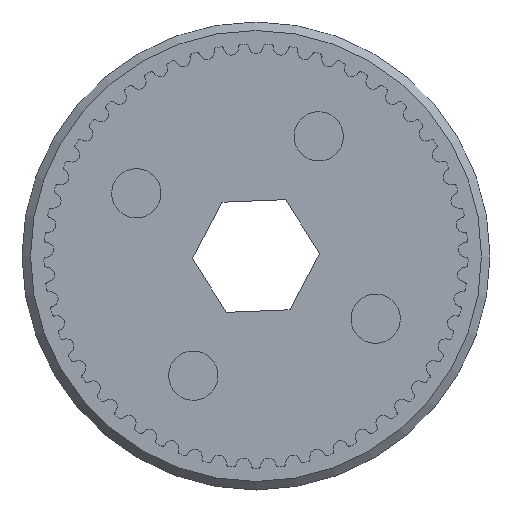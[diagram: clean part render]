
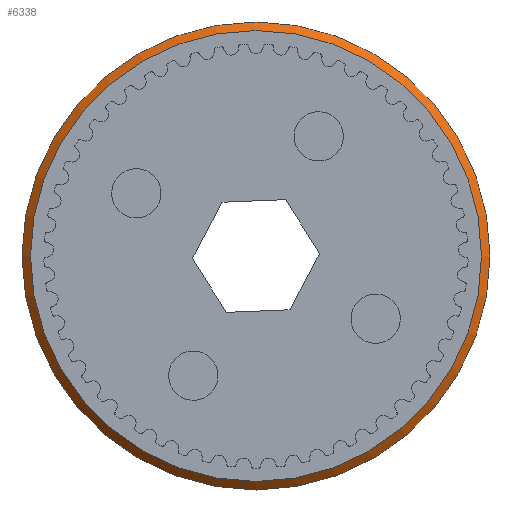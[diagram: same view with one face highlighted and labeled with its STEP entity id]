
A CAD part, left-side view. The second image highlights one B-rep face of the part: STEP entity #6338.
In plain terms, the highlighted conical face has half-angle 45 degrees and reference radius 27.5 mm.
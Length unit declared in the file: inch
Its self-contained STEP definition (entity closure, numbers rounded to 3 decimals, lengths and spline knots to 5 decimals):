
#15=CONICAL_SURFACE('',#7345,1.08268,0.785);
#372=FACE_OUTER_BOUND('',#716,.T.);
#716=EDGE_LOOP('',(#5674,#5675,#5676,#5677,#5678));
#1058=LINE('',#11647,#1400);
#1400=VECTOR('',#9659,1.08268);
#2046=CIRCLE('',#7341,1.04331);
#2047=CIRCLE('',#7343,1.08268);
#2048=CIRCLE('',#7344,1.08268);
#2706=VERTEX_POINT('',#11638);
#2707=VERTEX_POINT('',#11641);
#2708=VERTEX_POINT('',#11642);
#3694=EDGE_CURVE('',#2706,#2706,#2046,.F.);
#3695=EDGE_CURVE('',#2707,#2708,#2047,.T.);
#3696=EDGE_CURVE('',#2708,#2707,#2048,.T.);
#3698=EDGE_CURVE('',#2708,#2706,#1058,.T.);
#5674=ORIENTED_EDGE('',*,*,#3695,.F.);
#5675=ORIENTED_EDGE('',*,*,#3696,.F.);
#5676=ORIENTED_EDGE('',*,*,#3698,.T.);
#5677=ORIENTED_EDGE('',*,*,#3694,.F.);
#5678=ORIENTED_EDGE('',*,*,#3698,.F.);
#6338=ADVANCED_FACE('',(#372),#15,.T.);
#7341=AXIS2_PLACEMENT_3D('',#11639,#9648,#9649);
#7343=AXIS2_PLACEMENT_3D('',#11643,#9652,#9653);
#7344=AXIS2_PLACEMENT_3D('',#11644,#9654,#9655);
#7345=AXIS2_PLACEMENT_3D('',#11646,#9657,#9658);
#9648=DIRECTION('center_axis',(1.,0.,0.));
#9649=DIRECTION('ref_axis',(0.,0.,-1.));
#9652=DIRECTION('center_axis',(1.,0.,0.));
#9653=DIRECTION('ref_axis',(0.,0.,-1.));
#9654=DIRECTION('center_axis',(1.,0.,0.));
#9655=DIRECTION('ref_axis',(0.,0.,-1.));
#9657=DIRECTION('center_axis',(1.,0.,0.));
#9658=DIRECTION('ref_axis',(0.,0.,-1.));
#9659=DIRECTION('',(-0.707,0.,-0.707));
#11638=CARTESIAN_POINT('',(0.35433,0.,1.04331));
#11639=CARTESIAN_POINT('Origin',(0.35433,0.,
0.));
#11641=CARTESIAN_POINT('',(0.3937,0.,-1.08268));
#11642=CARTESIAN_POINT('',(0.3937,0.,1.08268));
#11643=CARTESIAN_POINT('Origin',(0.3937,0.,
0.));
#11644=CARTESIAN_POINT('Origin',(0.3937,0.,
0.));
#11646=CARTESIAN_POINT('Origin',(0.3937,0.,
0.));
#11647=CARTESIAN_POINT('',(0.3937,0.,1.08268));
